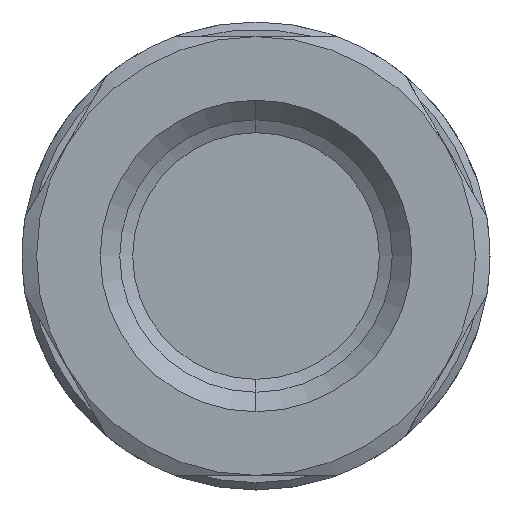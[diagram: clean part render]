
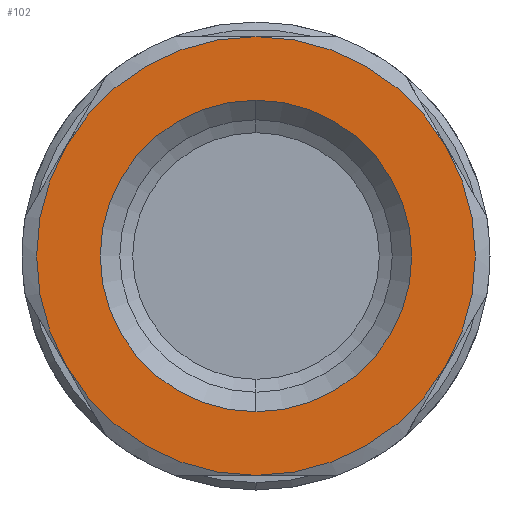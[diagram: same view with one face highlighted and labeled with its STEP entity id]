
A CAD part, left-side view. The second image highlights one B-rep face of the part: STEP entity #102.
In plain terms, the highlighted planar face has unit normal (-1, 0, 0).
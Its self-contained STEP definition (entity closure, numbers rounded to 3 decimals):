
#102 = ADVANCED_FACE ( 'NONE', ( #1282, #1283 ), #2075, .T. ) ;
#256 = VERTEX_POINT ( 'NONE', #2440 ) ;
#259 = VERTEX_POINT ( 'NONE', #2443 ) ;
#261 = VERTEX_POINT ( 'NONE', #2445 ) ;
#263 = VERTEX_POINT ( 'NONE', #2447 ) ;
#269 = VERTEX_POINT ( 'NONE', #2453 ) ;
#270 = VERTEX_POINT ( 'NONE', #2454 ) ;
#272 = VERTEX_POINT ( 'NONE', #2456 ) ;
#273 = VERTEX_POINT ( 'NONE', #2457 ) ;
#1043 = EDGE_LOOP ( 'NONE', ( #4662, #4663 ) ) ;
#1044 = EDGE_LOOP ( 'NONE', ( #4655, #4666, #4690, #4691, #4689, #4684 ) ) ;
#1282 = FACE_BOUND ( 'NONE', #1043, .T. ) ;
#1283 = FACE_OUTER_BOUND ( 'NONE', #1044, .T. ) ;
#1578 = CIRCLE ( 'NONE', #1870, 15. ) ;
#1585 = CIRCLE ( 'NONE', #1873, 15. ) ;
#1610 = CIRCLE ( 'NONE', #1881, 15. ) ;
#1619 = CIRCLE ( 'NONE', #1883, 10.65 ) ;
#1624 = CIRCLE ( 'NONE', #1885, 15. ) ;
#1634 = CIRCLE ( 'NONE', #1888, 15. ) ;
#1636 = CIRCLE ( 'NONE', #1889, 15. ) ;
#1688 = CIRCLE ( 'NONE', #1905, 10.65 ) ;
#1743 = AXIS2_PLACEMENT_3D ( 'NONE', #2076, #2077, #2078 ) ;
#1870 = AXIS2_PLACEMENT_3D ( 'NONE', #2972, #2973, #2974 ) ;
#1873 = AXIS2_PLACEMENT_3D ( 'NONE', #2985, #2986, #2987 ) ;
#1881 = AXIS2_PLACEMENT_3D ( 'NONE', #3047, #3048, #3049 ) ;
#1883 = AXIS2_PLACEMENT_3D ( 'NONE', #3061, #3062, #3063 ) ;
#1885 = AXIS2_PLACEMENT_3D ( 'NONE', #3069, #3070, #3071 ) ;
#1888 = AXIS2_PLACEMENT_3D ( 'NONE', #3086, #3087, #3088 ) ;
#1889 = AXIS2_PLACEMENT_3D ( 'NONE', #3089, #3090, #3091 ) ;
#1905 = AXIS2_PLACEMENT_3D ( 'NONE', #3191, #3192, #3193 ) ;
#2075 = PLANE ( 'NONE',  #1743 ) ;
#2076 = CARTESIAN_POINT ( 'NONE',  ( -20.1, 15., 0. ) ) ;
#2077 = DIRECTION ( 'NONE',  ( -1., 0., 0. ) ) ;
#2078 = DIRECTION ( 'NONE',  ( 0., 0., 1. ) ) ;
#2440 = CARTESIAN_POINT ( 'NONE',  ( -20.1, -12.99, -7.5 ) ) ;
#2443 = CARTESIAN_POINT ( 'NONE',  ( -20.1, 0., 15. ) ) ;
#2445 = CARTESIAN_POINT ( 'NONE',  ( -20.1, 0., -15. ) ) ;
#2447 = CARTESIAN_POINT ( 'NONE',  ( -20.1, 12.99, 7.5 ) ) ;
#2453 = CARTESIAN_POINT ( 'NONE',  ( -20.1, -12.99, 7.5 ) ) ;
#2454 = CARTESIAN_POINT ( 'NONE',  ( -20.1, 12.99, -7.5 ) ) ;
#2456 = CARTESIAN_POINT ( 'NONE',  ( -20.1, 0., -10.65 ) ) ;
#2457 = CARTESIAN_POINT ( 'NONE',  ( -20.1, 0., 10.65 ) ) ;
#2972 = CARTESIAN_POINT ( 'NONE',  ( -20.1, 0., 0. ) ) ;
#2973 = DIRECTION ( 'NONE',  ( 1., 0., 0. ) ) ;
#2974 = DIRECTION ( 'NONE',  ( 0., 0., -1. ) ) ;
#2985 = CARTESIAN_POINT ( 'NONE',  ( -20.1, 0., 0. ) ) ;
#2986 = DIRECTION ( 'NONE',  ( 1., 0., 0. ) ) ;
#2987 = DIRECTION ( 'NONE',  ( 0., 0., -1. ) ) ;
#3047 = CARTESIAN_POINT ( 'NONE',  ( -20.1, 0., 0. ) ) ;
#3048 = DIRECTION ( 'NONE',  ( 1., 0., 0. ) ) ;
#3049 = DIRECTION ( 'NONE',  ( 0., 0., -1. ) ) ;
#3061 = CARTESIAN_POINT ( 'NONE',  ( -20.1, 0., 0. ) ) ;
#3062 = DIRECTION ( 'NONE',  ( 1., 0., 0. ) ) ;
#3063 = DIRECTION ( 'NONE',  ( 0., 0., -1. ) ) ;
#3069 = CARTESIAN_POINT ( 'NONE',  ( -20.1, 0., 0. ) ) ;
#3070 = DIRECTION ( 'NONE',  ( 1., 0., 0. ) ) ;
#3071 = DIRECTION ( 'NONE',  ( 0., 0., -1. ) ) ;
#3086 = CARTESIAN_POINT ( 'NONE',  ( -20.1, 0., 0. ) ) ;
#3087 = DIRECTION ( 'NONE',  ( 1., 0., 0. ) ) ;
#3088 = DIRECTION ( 'NONE',  ( 0., 0., -1. ) ) ;
#3089 = CARTESIAN_POINT ( 'NONE',  ( -20.1, 0., 0. ) ) ;
#3090 = DIRECTION ( 'NONE',  ( 1., 0., 0. ) ) ;
#3091 = DIRECTION ( 'NONE',  ( 0., 0., -1. ) ) ;
#3191 = CARTESIAN_POINT ( 'NONE',  ( -20.1, 0., 0. ) ) ;
#3192 = DIRECTION ( 'NONE',  ( 1., 0., 0. ) ) ;
#3193 = DIRECTION ( 'NONE',  ( 0., 0., -1. ) ) ;
#4655 = ORIENTED_EDGE ( 'NONE', *, *, #4854, .F. ) ;
#4662 = ORIENTED_EDGE ( 'NONE', *, *, #4892, .T. ) ;
#4663 = ORIENTED_EDGE ( 'NONE', *, *, #4844, .T. ) ;
#4666 = ORIENTED_EDGE ( 'NONE', *, *, #4847, .F. ) ;
#4684 = ORIENTED_EDGE ( 'NONE', *, *, #4855, .F. ) ;
#4689 = ORIENTED_EDGE ( 'NONE', *, *, #4838, .F. ) ;
#4690 = ORIENTED_EDGE ( 'NONE', *, *, #4815, .F. ) ;
#4691 = ORIENTED_EDGE ( 'NONE', *, *, #4820, .F. ) ;
#4815 = EDGE_CURVE ( 'NONE', #269, #256, #1578, .T. ) ;
#4820 = EDGE_CURVE ( 'NONE', #259, #269, #1585, .T. ) ;
#4838 = EDGE_CURVE ( 'NONE', #263, #259, #1610, .T. ) ;
#4844 = EDGE_CURVE ( 'NONE', #272, #273, #1619, .T. ) ;
#4847 = EDGE_CURVE ( 'NONE', #256, #261, #1624, .T. ) ;
#4854 = EDGE_CURVE ( 'NONE', #261, #270, #1634, .T. ) ;
#4855 = EDGE_CURVE ( 'NONE', #270, #263, #1636, .T. ) ;
#4892 = EDGE_CURVE ( 'NONE', #273, #272, #1688, .T. ) ;
